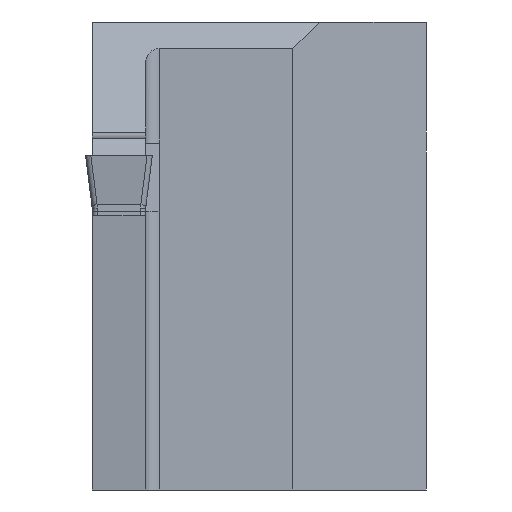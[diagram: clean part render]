
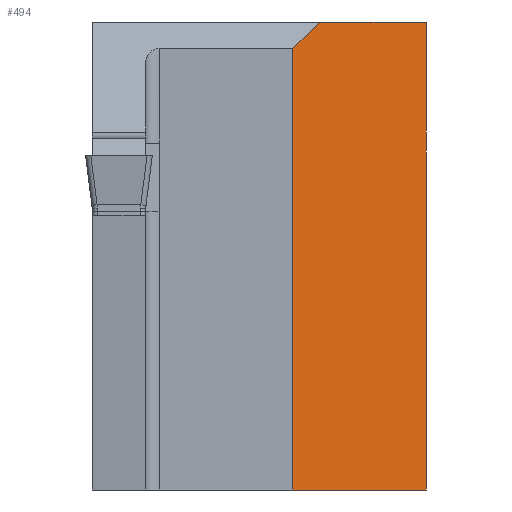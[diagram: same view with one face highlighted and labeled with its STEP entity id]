
A CAD part, left-side view. The second image highlights one B-rep face of the part: STEP entity #494.
In plain terms, the highlighted planar face has unit normal (-0.707, -0.707, 0).
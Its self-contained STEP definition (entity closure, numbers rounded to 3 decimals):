
#494=ADVANCED_FACE('',(#588),#548,.T.);
#548=PLANE('',#1513);
#588=FACE_OUTER_BOUND('',#645,.T.);
#645=EDGE_LOOP('',(#801,#802,#803,#804,#805));
#801=ORIENTED_EDGE('',*,*,#1167,.T.);
#802=ORIENTED_EDGE('',*,*,#1169,.F.);
#803=ORIENTED_EDGE('',*,*,#1129,.F.);
#804=ORIENTED_EDGE('',*,*,#1173,.F.);
#805=ORIENTED_EDGE('',*,*,#1160,.T.);
#1029=VERTEX_POINT('',#1919);
#1030=VERTEX_POINT('',#1921);
#1053=VERTEX_POINT('',#1981);
#1054=VERTEX_POINT('',#1983);
#1059=VERTEX_POINT('',#1995);
#1129=EDGE_CURVE('',#1029,#1030,#1281,.T.);
#1160=EDGE_CURVE('',#1054,#1053,#1306,.T.);
#1167=EDGE_CURVE('',#1053,#1059,#1312,.T.);
#1169=EDGE_CURVE('',#1030,#1059,#1314,.T.);
#1173=EDGE_CURVE('',#1054,#1029,#1318,.T.);
#1281=LINE('',#1920,#1386);
#1306=LINE('',#1982,#1411);
#1312=LINE('',#1996,#1417);
#1314=LINE('',#1999,#1419);
#1318=LINE('',#2008,#1423);
#1386=VECTOR('',#1601,1.);
#1411=VECTOR('',#1652,1.);
#1417=VECTOR('',#1662,1.);
#1419=VECTOR('',#1666,1.);
#1423=VECTOR('',#1680,1.);
#1513=AXIS2_PLACEMENT_3D('',#2011,#1684,#1685);
#1601=DIRECTION('',(0.577,-0.577,0.577));
#1652=DIRECTION('',(0.707,-0.707,0.));
#1662=DIRECTION('',(0.,0.,1.));
#1666=DIRECTION('',(0.707,-0.707,0.));
#1680=DIRECTION('',(0.,0.,1.));
#1684=DIRECTION('',(-0.707,-0.707,0.));
#1685=DIRECTION('',(-0.707,0.707,0.));
#1919=CARTESIAN_POINT('',(13.,10.,8.));
#1920=CARTESIAN_POINT('',(66.6,-43.6,61.6));
#1921=CARTESIAN_POINT('',(15.,8.,10.));
#1981=CARTESIAN_POINT('',(23.,0.,-25.));
#1982=CARTESIAN_POINT('',(11.5,11.5,-25.));
#1983=CARTESIAN_POINT('',(13.,10.,-25.));
#1995=CARTESIAN_POINT('',(23.,0.,10.));
#1996=CARTESIAN_POINT('',(23.,0.,210.733));
#1999=CARTESIAN_POINT('',(106.499,-83.499,10.));
#2008=CARTESIAN_POINT('',(13.,10.,210.733));
#2011=CARTESIAN_POINT('',(13.,10.,210.733));
